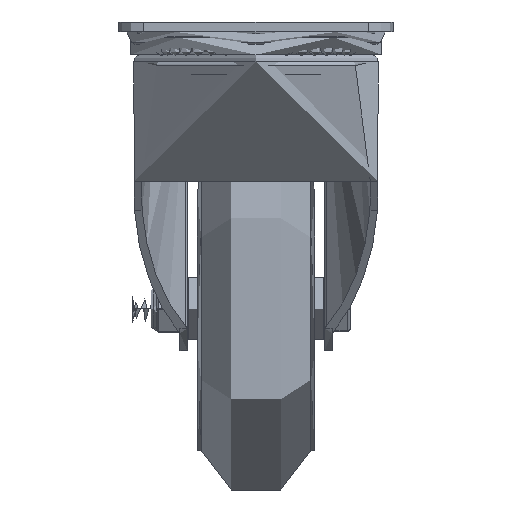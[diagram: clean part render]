
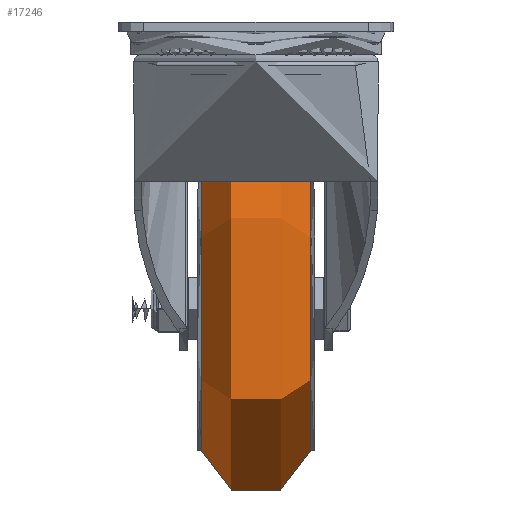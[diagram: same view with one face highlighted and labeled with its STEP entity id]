
A CAD part, left-side view. The second image highlights one B-rep face of the part: STEP entity #17246.
In plain terms, the highlighted toroidal (fillet/blend) face has major radius 52.5 mm and minor radius 22.5 mm.
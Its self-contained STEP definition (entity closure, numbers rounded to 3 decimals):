
#2219=TOROIDAL_SURFACE('',#18812,52.5,22.5);
#2565=FACE_OUTER_BOUND('',#3635,.T.);
#3635=EDGE_LOOP('',(#13088,#13089,#13090,#13091,#13092,#13093));
#6813=CIRCLE('',#18813,57.);
#6814=CIRCLE('',#18814,57.);
#6815=CIRCLE('',#18815,22.5);
#6816=CIRCLE('',#18816,57.);
#6817=CIRCLE('',#18817,57.);
#7822=VERTEX_POINT('',#28909);
#7823=VERTEX_POINT('',#28910);
#7824=VERTEX_POINT('',#28913);
#7825=VERTEX_POINT('',#28915);
#9764=EDGE_CURVE('',#7822,#7823,#6813,.T.);
#9765=EDGE_CURVE('',#7823,#7822,#6814,.T.);
#9766=EDGE_CURVE('',#7823,#7824,#6815,.T.);
#9767=EDGE_CURVE('',#7824,#7825,#6816,.T.);
#9768=EDGE_CURVE('',#7825,#7824,#6817,.T.);
#13088=ORIENTED_EDGE('',*,*,#9764,.F.);
#13089=ORIENTED_EDGE('',*,*,#9765,.F.);
#13090=ORIENTED_EDGE('',*,*,#9766,.T.);
#13091=ORIENTED_EDGE('',*,*,#9767,.T.);
#13092=ORIENTED_EDGE('',*,*,#9768,.T.);
#13093=ORIENTED_EDGE('',*,*,#9766,.F.);
#17246=ADVANCED_FACE('',(#2565),#2219,.T.);
#18812=AXIS2_PLACEMENT_3D('',#28908,#21429,#21430);
#18813=AXIS2_PLACEMENT_3D('',#28911,#21431,#21432);
#18814=AXIS2_PLACEMENT_3D('',#28912,#21433,#21434);
#18815=AXIS2_PLACEMENT_3D('',#28914,#21435,#21436);
#18816=AXIS2_PLACEMENT_3D('',#28916,#21437,#21438);
#18817=AXIS2_PLACEMENT_3D('',#28917,#21439,#21440);
#21429=DIRECTION('center_axis',(0.,-1.,0.));
#21430=DIRECTION('ref_axis',(0.,0.,-1.));
#21431=DIRECTION('center_axis',(0.,-1.,0.));
#21432=DIRECTION('ref_axis',(0.,0.,1.));
#21433=DIRECTION('center_axis',(0.,-1.,0.));
#21434=DIRECTION('ref_axis',(0.,0.,1.));
#21435=DIRECTION('center_axis',(-1.,0.,0.));
#21436=DIRECTION('ref_axis',(0.,0.,1.));
#21437=DIRECTION('center_axis',(0.,-1.,0.));
#21438=DIRECTION('ref_axis',(0.,0.,1.));
#21439=DIRECTION('center_axis',(0.,-1.,0.));
#21440=DIRECTION('ref_axis',(0.,0.,1.));
#28908=CARTESIAN_POINT('Origin',(0.,0.,0.));
#28909=CARTESIAN_POINT('',(0.,-22.045,-57.));
#28910=CARTESIAN_POINT('',(0.,-22.045,57.));
#28911=CARTESIAN_POINT('Origin',(0.,-22.045,0.));
#28912=CARTESIAN_POINT('Origin',(0.,-22.045,0.));
#28913=CARTESIAN_POINT('',(0.,22.045,57.));
#28914=CARTESIAN_POINT('Origin',(0.,0.,
52.5));
#28915=CARTESIAN_POINT('',(0.,22.045,-57.));
#28916=CARTESIAN_POINT('Origin',(0.,22.045,0.));
#28917=CARTESIAN_POINT('Origin',(0.,22.045,0.));
